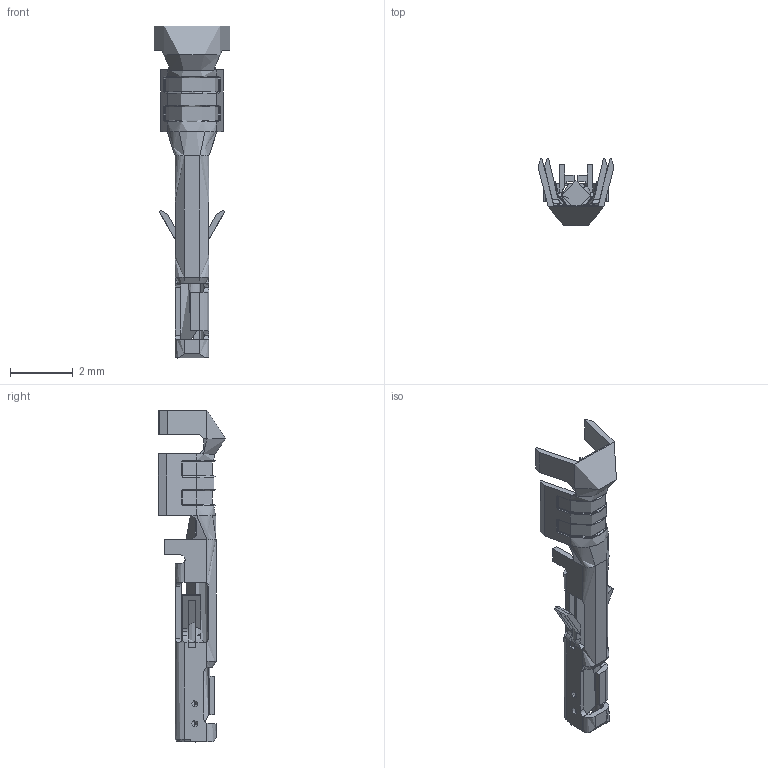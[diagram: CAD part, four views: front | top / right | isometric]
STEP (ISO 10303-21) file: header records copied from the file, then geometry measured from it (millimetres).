
FILE_DESCRIPTION( ('This file contains a STEP AP42 implementation' ,'as created by ZW3D STEP Interface translator.') ,'2;1' );
FILE_NAME( 'WF3001-TXSN01.stp' ,'231016.172848', (''), ('ZWCAD Software Co.'), 'Version 1.0', 'ZW3D to STEP translator', '' );
FILE_SCHEMA(('AUTOMOTIVE_DESIGN { 1 0 10303 214 1 1 1 1 }'));
Length unit declared in the file: millimetre
Products named in the file (2): 0; WF3001-TXSN01
Bounding box: 2.41 x 2.14 x 10.55 mm (x, y, z)
Topology: 1 solids, 1 shells, 381 faces, 1003 edges, 614 vertices
Faces by surface type: bspline 183, plane 148, sphere 24, cylinder 18, cone 8
Entity records: 16523 total; most frequent: CARTESIAN_POINT 7528, ORIENTED_EDGE 2000, DIRECTION 1545, EDGE_CURVE 998, VERTEX_POINT 612, VECTOR 541, LINE 541, AXIS2_PLACEMENT_3D 502
